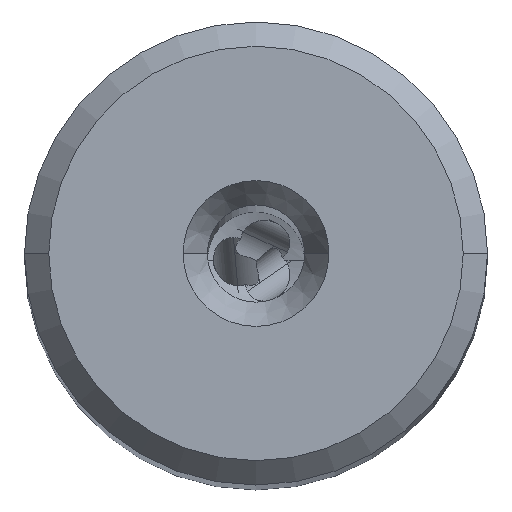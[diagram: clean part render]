
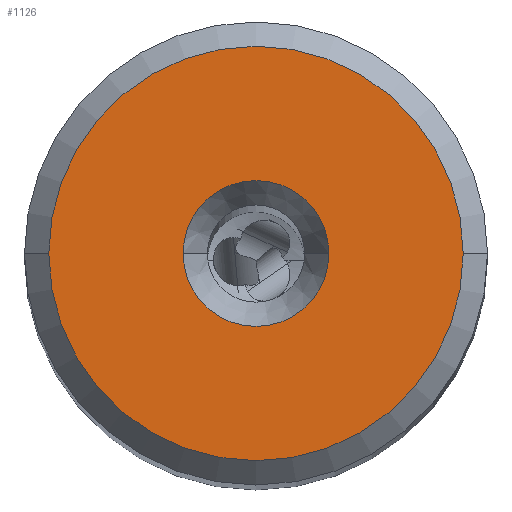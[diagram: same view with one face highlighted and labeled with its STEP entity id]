
A CAD part, top view. The second image highlights one B-rep face of the part: STEP entity #1126.
In plain terms, the highlighted planar face has unit normal (0, 0, 1).
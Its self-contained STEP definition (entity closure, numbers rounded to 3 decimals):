
#284=PLANE('',#6623);
#328=FACE_BOUND('',#1825,.T.);
#329=FACE_BOUND('',#1826,.T.);
#1126=ADVANCED_FACE('',(#328,#329),#284,.T.);
#1825=EDGE_LOOP('',(#3132,#3133,#3134,#3135));
#1826=EDGE_LOOP('',(#3136,#3137));
#2144=CIRCLE('',#6616,3.);
#2145=CIRCLE('',#6618,8.525);
#2146=CIRCLE('',#6619,8.525);
#2147=CIRCLE('',#6620,8.525);
#2148=CIRCLE('',#6621,8.525);
#2149=CIRCLE('',#6622,3.);
#3132=ORIENTED_EDGE('',*,*,#5332,.T.);
#3133=ORIENTED_EDGE('',*,*,#5333,.F.);
#3134=ORIENTED_EDGE('',*,*,#5334,.F.);
#3135=ORIENTED_EDGE('',*,*,#5335,.T.);
#3136=ORIENTED_EDGE('',*,*,#5331,.F.);
#3137=ORIENTED_EDGE('',*,*,#5336,.F.);
#4561=VERTEX_POINT('',#12270);
#4562=VERTEX_POINT('',#12272);
#4563=VERTEX_POINT('',#12276);
#4564=VERTEX_POINT('',#12277);
#4565=VERTEX_POINT('',#12279);
#4566=VERTEX_POINT('',#12281);
#5331=EDGE_CURVE('',#4562,#4561,#2144,.T.);
#5332=EDGE_CURVE('',#4563,#4564,#2145,.T.);
#5333=EDGE_CURVE('',#4565,#4564,#2146,.T.);
#5334=EDGE_CURVE('',#4566,#4565,#2147,.T.);
#5335=EDGE_CURVE('',#4566,#4563,#2148,.T.);
#5336=EDGE_CURVE('',#4561,#4562,#2149,.T.);
#6616=AXIS2_PLACEMENT_3D('',#12273,#7767,#7768);
#6618=AXIS2_PLACEMENT_3D('',#12275,#7771,#7772);
#6619=AXIS2_PLACEMENT_3D('',#12278,#7773,#7774);
#6620=AXIS2_PLACEMENT_3D('',#12280,#7775,#7776);
#6621=AXIS2_PLACEMENT_3D('',#12282,#7777,#7778);
#6622=AXIS2_PLACEMENT_3D('',#12283,#7779,#7780);
#6623=AXIS2_PLACEMENT_3D('',#12284,#7781,#7782);
#7767=DIRECTION('',(0.,0.,1.));
#7768=DIRECTION('',(-1.,0.,0.));
#7771=DIRECTION('',(0.,0.,1.));
#7772=DIRECTION('',(1.,-0.001,0.));
#7773=DIRECTION('',(0.,0.,-1.));
#7774=DIRECTION('',(1.,-0.001,0.));
#7775=DIRECTION('',(0.,0.,-1.));
#7776=DIRECTION('',(-1.,0.001,0.));
#7777=DIRECTION('',(0.,0.,1.));
#7778=DIRECTION('',(-1.,0.001,0.));
#7779=DIRECTION('',(0.,0.,1.));
#7780=DIRECTION('',(1.,0.,0.));
#7781=DIRECTION('',(0.,0.,1.));
#7782=DIRECTION('',(1.,0.,0.));
#12270=CARTESIAN_POINT('',(3.,0.,0.));
#12272=CARTESIAN_POINT('',(-3.,0.,0.));
#12273=CARTESIAN_POINT('',(0.,0.,0.));
#12275=CARTESIAN_POINT('',(0.,0.,0.));
#12276=CARTESIAN_POINT('',(-8.525,0.,0.));
#12277=CARTESIAN_POINT('',(8.525,-0.01,0.));
#12278=CARTESIAN_POINT('',(0.,0.,0.));
#12279=CARTESIAN_POINT('',(8.525,0.,0.));
#12280=CARTESIAN_POINT('',(0.,0.,0.));
#12281=CARTESIAN_POINT('',(-8.525,0.01,0.));
#12282=CARTESIAN_POINT('',(0.,0.,0.));
#12283=CARTESIAN_POINT('',(0.,0.,0.));
#12284=CARTESIAN_POINT('',(0.,0.,0.));
